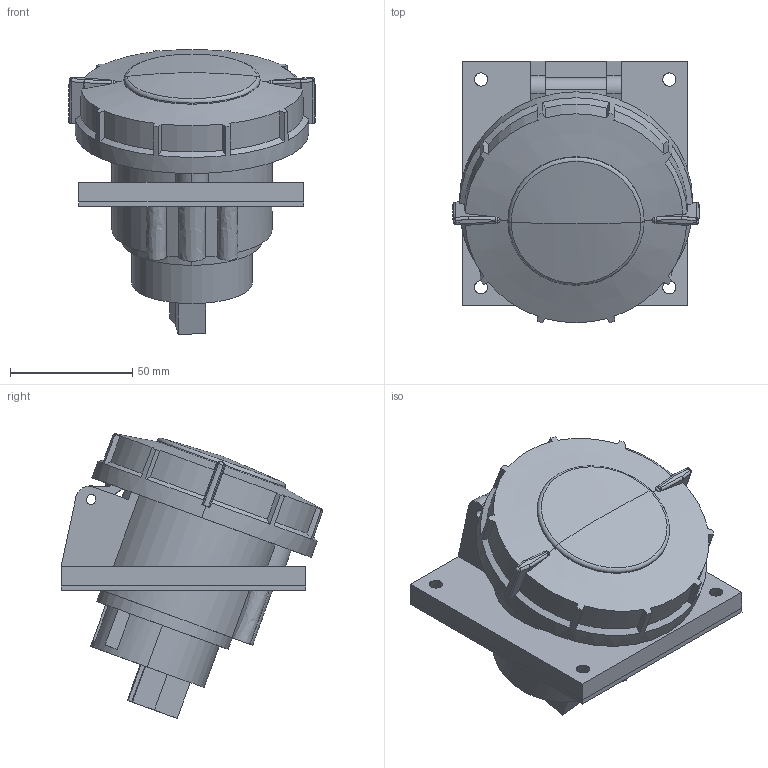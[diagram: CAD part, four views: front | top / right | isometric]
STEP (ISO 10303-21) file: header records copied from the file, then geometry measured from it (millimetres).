
FILE_DESCRIPTION (( 'STEP AP214' ), '1' );
FILE_NAME ('PSR42-032-4-0-67 Ðîçåòêà âñòð. óãë. ÑÑÈ-4242 32À-6÷ 380Â 3P+PE IP67 IEK.STEP', '2025-12-25T11:55:25', ( '' ), ( '' ), 'SwSTEP 2.0', 'SolidWorks 2022', '' );
FILE_SCHEMA (( 'AUTOMOTIVE_DESIGN' ));
Length unit declared in the file: millimetre
Products named in the file (1): PSR42-032-4-0-67 Розетка встр. угл. ССИ-4242 32А-6ч 380В 3P+PE IP67 IEK
Bounding box: 100.83 x 107.07 x 116.48 mm (x, y, z)
Volume: 325236 mm3; surface area: 97510.3 mm2
Topology: 2 solids, 3 shells, 549 faces, 1501 edges, 993 vertices
Faces by surface type: plane 278, cylinder 167, cone 56, bspline 30, sphere 15, torus 3
Entity records: 20942 total; most frequent: CARTESIAN_POINT 7173, ORIENTED_EDGE 2986, DIRECTION 2720, EDGE_CURVE 1493, VERTEX_POINT 993, AXIS2_PLACEMENT_3D 986, VECTOR 748, LINE 748
